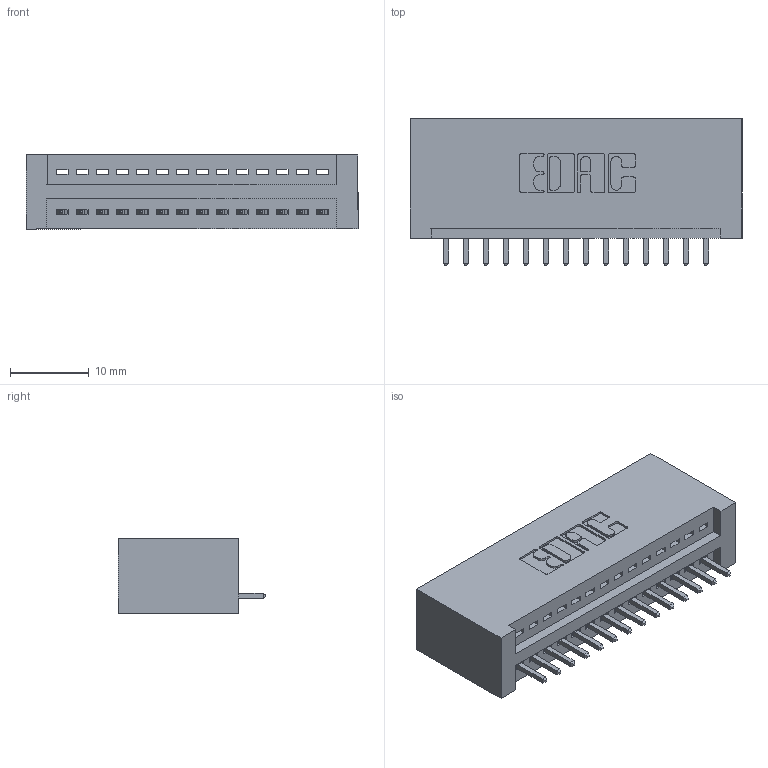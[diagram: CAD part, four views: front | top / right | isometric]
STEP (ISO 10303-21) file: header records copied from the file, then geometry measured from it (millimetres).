
FILE_DESCRIPTION (( 'STEP AP203' ), '1' );
FILE_NAME ('395-014-521-101.STEP', '2018-11-05T22:24:46', ( '' ), ( '' ), 'SwSTEP 2.0', 'SolidWorks 2016', '' );
FILE_SCHEMA (( 'CONFIG_CONTROL_DESIGN' ));
Length unit declared in the file: inch
Products named in the file (3): 345 Part_No Mounting Lugs; 395-014-521-101; 345-292-001_345-293-121
Assembly tree (15 placements, depth 2):
  395-014-521-101
    345 Part_No Mounting Lugs
    345-292-001_345-293-121  x14
Bounding box: 42.16 x 18.72 x 9.4 mm (x, y, z)
Volume: 4319.9 mm3; surface area: 5394.6 mm2
Topology: 15 solids, 15 shells, 930 faces, 2781 edges, 1834 vertices
Faces by surface type: plane 636, cylinder 294
Entity records: 14047 total; most frequent: CARTESIAN_POINT 2442, ORIENTED_EDGE 2390, DIRECTION 2167, EDGE_CURVE 1195, VECTOR 1015, LINE 1015, VERTEX_POINT 794, AXIS2_PLACEMENT_3D 576
